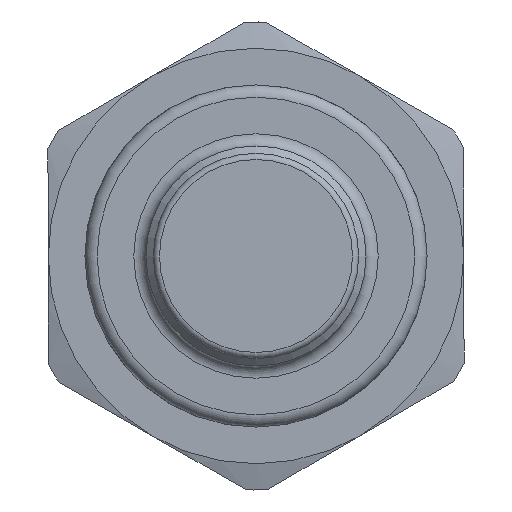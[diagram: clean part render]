
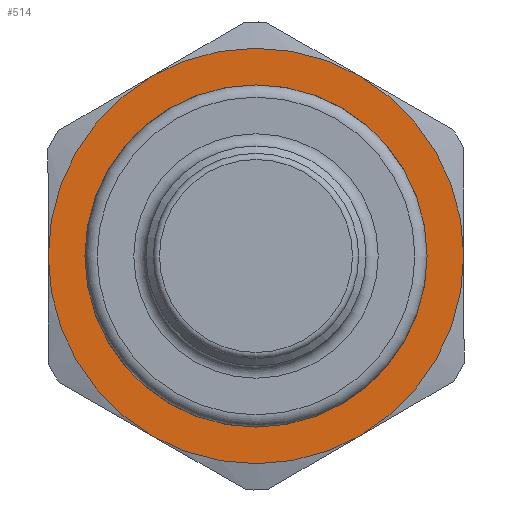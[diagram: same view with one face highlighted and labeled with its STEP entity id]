
A CAD part, left-side view. The second image highlights one B-rep face of the part: STEP entity #514.
In plain terms, the highlighted planar face has unit normal (-1, 0, 0).
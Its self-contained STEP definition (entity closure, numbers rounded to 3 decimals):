
#438=CARTESIAN_POINT('',(24.35,-7.,0.021));
#439=VERTEX_POINT('',#438);
#440=CARTESIAN_POINT('',(24.35,0.,0.));
#441=DIRECTION('',(-1.0,0.,0.));
#442=DIRECTION('',(0.,-1.,0.003));
#443=AXIS2_PLACEMENT_3D('',#440,#441,#442);
#444=CIRCLE('',#443,7.0);
#445=EDGE_CURVE('',#439,#439,#444,.T.);
#450=CARTESIAN_POINT('',(24.35,-7.75,0.024));
#451=DIRECTION('',(-1.0,0.0,0.0));
#452=DIRECTION('',(0.0,-0.003,-1.));
#453=AXIS2_PLACEMENT_3D('',#450,#451,#452);
#454=PLANE('',#453);
#455=CARTESIAN_POINT('',(24.35,-8.5,0.026));
#456=VERTEX_POINT('',#455);
#457=CARTESIAN_POINT('',(24.35,-4.228,7.374));
#458=VERTEX_POINT('',#457);
#459=CARTESIAN_POINT('',(24.35,0.,0.));
#460=DIRECTION('',(-1.0,0.,0.));
#461=DIRECTION('',(0.,-1.,0.003));
#462=AXIS2_PLACEMENT_3D('',#459,#460,#461);
#463=CIRCLE('',#462,8.5);
#464=EDGE_CURVE('',#456,#458,#463,.T.);
#465=ORIENTED_EDGE('',*,*,#464,.T.);
#466=CARTESIAN_POINT('',(24.35,4.272,7.348));
#467=VERTEX_POINT('',#466);
#468=CARTESIAN_POINT('',(24.35,0.,0.));
#469=DIRECTION('',(-1.0,0.,0.));
#470=DIRECTION('',(0.,-1.,0.003));
#471=AXIS2_PLACEMENT_3D('',#468,#469,#470);
#472=CIRCLE('',#471,8.5);
#473=EDGE_CURVE('',#458,#467,#472,.T.);
#474=ORIENTED_EDGE('',*,*,#473,.T.);
#475=CARTESIAN_POINT('',(24.35,8.5,-0.026));
#476=VERTEX_POINT('',#475);
#477=CARTESIAN_POINT('',(24.35,0.,0.));
#478=DIRECTION('',(-1.0,0.,0.));
#479=DIRECTION('',(0.,-1.,0.003));
#480=AXIS2_PLACEMENT_3D('',#477,#478,#479);
#481=CIRCLE('',#480,8.5);
#482=EDGE_CURVE('',#467,#476,#481,.T.);
#483=ORIENTED_EDGE('',*,*,#482,.T.);
#484=CARTESIAN_POINT('',(24.35,4.228,-7.374));
#485=VERTEX_POINT('',#484);
#486=CARTESIAN_POINT('',(24.35,0.,0.));
#487=DIRECTION('',(-1.0,0.,0.));
#488=DIRECTION('',(0.,-1.,0.003));
#489=AXIS2_PLACEMENT_3D('',#486,#487,#488);
#490=CIRCLE('',#489,8.5);
#491=EDGE_CURVE('',#476,#485,#490,.T.);
#492=ORIENTED_EDGE('',*,*,#491,.T.);
#493=CARTESIAN_POINT('',(24.35,-4.272,-7.348));
#494=VERTEX_POINT('',#493);
#495=CARTESIAN_POINT('',(24.35,0.,0.));
#496=DIRECTION('',(-1.0,0.,0.));
#497=DIRECTION('',(0.,-1.,0.003));
#498=AXIS2_PLACEMENT_3D('',#495,#496,#497);
#499=CIRCLE('',#498,8.5);
#500=EDGE_CURVE('',#485,#494,#499,.T.);
#501=ORIENTED_EDGE('',*,*,#500,.T.);
#502=CARTESIAN_POINT('',(24.35,0.,0.));
#503=DIRECTION('',(-1.0,0.,0.));
#504=DIRECTION('',(0.,-1.,0.003));
#505=AXIS2_PLACEMENT_3D('',#502,#503,#504);
#506=CIRCLE('',#505,8.5);
#507=EDGE_CURVE('',#494,#456,#506,.T.);
#508=ORIENTED_EDGE('',*,*,#507,.T.);
#509=EDGE_LOOP('',(#465,#474,#483,#492,#501,#508));
#510=FACE_OUTER_BOUND('',#509,.T.);
#511=ORIENTED_EDGE('',*,*,#445,.F.);
#512=EDGE_LOOP('',(#511));
#513=FACE_BOUND('',#512,.T.);
#514=ADVANCED_FACE('',(#510,#513),#454,.T.);
